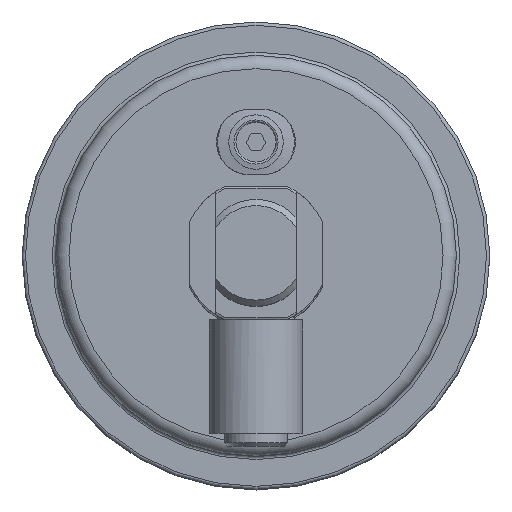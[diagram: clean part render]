
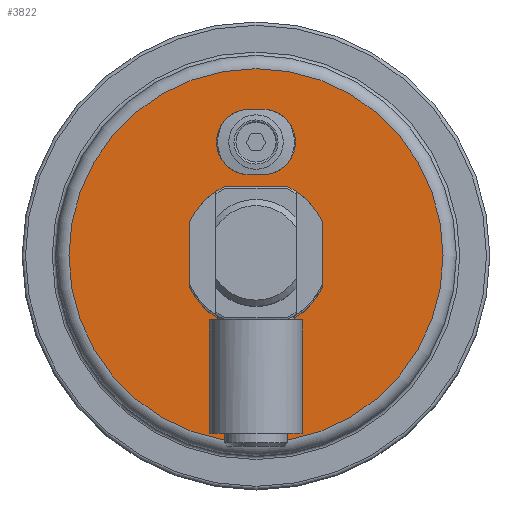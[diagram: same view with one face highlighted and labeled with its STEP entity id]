
A CAD part, top view. The second image highlights one B-rep face of the part: STEP entity #3822.
In plain terms, the highlighted planar face has unit normal (0, 0, 1).
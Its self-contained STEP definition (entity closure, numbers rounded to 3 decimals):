
#93=FACE_BOUND('',#764,.T.);
#94=FACE_BOUND('',#765,.T.);
#95=FACE_BOUND('',#766,.T.);
#154=PLANE('',#4168);
#272=CIRCLE('',#4071,10.7);
#275=CIRCLE('',#4075,10.7);
#276=CIRCLE('',#4077,10.7);
#286=CIRCLE('',#4117,10.7);
#307=CIRCLE('',#4169,28.);
#308=CIRCLE('',#4170,3.9);
#309=CIRCLE('',#4171,3.9);
#522=FACE_OUTER_BOUND('',#763,.T.);
#763=EDGE_LOOP('',(#2887));
#764=EDGE_LOOP('',(#2888));
#765=EDGE_LOOP('',(#2889));
#766=EDGE_LOOP('',(#2890,#2891,#2892,#2893,#2894,#2895,#2896,#2897));
#1023=LINE('',#7322,#1264);
#1088=LINE('',#7897,#1329);
#1089=LINE('',#7913,#1330);
#1090=LINE('',#7915,#1331);
#1264=VECTOR('',#4479,10.);
#1329=VECTOR('',#4792,10.);
#1330=VECTOR('',#4795,10.);
#1331=VECTOR('',#4798,10.);
#1537=VERTEX_POINT('',#7289);
#1540=VERTEX_POINT('',#7307);
#1607=VERTEX_POINT('',#7645);
#1610=VERTEX_POINT('',#7665);
#1612=VERTEX_POINT('',#7682);
#1613=VERTEX_POINT('',#7699);
#1615=VERTEX_POINT('',#7715);
#1624=VERTEX_POINT('',#7896);
#1653=VERTEX_POINT('',#8062);
#1654=VERTEX_POINT('',#8064);
#1655=VERTEX_POINT('',#8066);
#1890=EDGE_CURVE('',#1537,#1540,#1023,.T.);
#1992=EDGE_CURVE('',#1537,#1607,#272,.T.);
#1998=EDGE_CURVE('',#1612,#1610,#275,.T.);
#2000=EDGE_CURVE('',#1613,#1615,#276,.T.);
#2041=EDGE_CURVE('',#1615,#1624,#1088,.T.);
#2043=EDGE_CURVE('',#1612,#1607,#1089,.T.);
#2044=EDGE_CURVE('',#1610,#1613,#1090,.T.);
#2045=EDGE_CURVE('',#1624,#1540,#286,.T.);
#2095=EDGE_CURVE('',#1653,#1653,#307,.T.);
#2096=EDGE_CURVE('',#1654,#1654,#308,.T.);
#2097=EDGE_CURVE('',#1655,#1655,#309,.T.);
#2887=ORIENTED_EDGE('',*,*,#2095,.T.);
#2888=ORIENTED_EDGE('',*,*,#2096,.T.);
#2889=ORIENTED_EDGE('',*,*,#2097,.T.);
#2890=ORIENTED_EDGE('',*,*,#2000,.F.);
#2891=ORIENTED_EDGE('',*,*,#2044,.F.);
#2892=ORIENTED_EDGE('',*,*,#1998,.F.);
#2893=ORIENTED_EDGE('',*,*,#2043,.T.);
#2894=ORIENTED_EDGE('',*,*,#1992,.F.);
#2895=ORIENTED_EDGE('',*,*,#1890,.T.);
#2896=ORIENTED_EDGE('',*,*,#2045,.F.);
#2897=ORIENTED_EDGE('',*,*,#2041,.F.);
#3822=ADVANCED_FACE('',(#522,#93,#94,#95),#154,.T.);
#4071=AXIS2_PLACEMENT_3D('',#7646,#4685,#4686);
#4075=AXIS2_PLACEMENT_3D('',#7697,#4693,#4694);
#4077=AXIS2_PLACEMENT_3D('',#7716,#4697,#4698);
#4117=AXIS2_PLACEMENT_3D('',#7917,#4801,#4802);
#4168=AXIS2_PLACEMENT_3D('',#8061,#4930,#4931);
#4169=AXIS2_PLACEMENT_3D('',#8063,#4932,#4933);
#4170=AXIS2_PLACEMENT_3D('',#8065,#4934,#4935);
#4171=AXIS2_PLACEMENT_3D('',#8067,#4936,#4937);
#4479=DIRECTION('',(0.,-1.,0.));
#4685=DIRECTION('center_axis',(0.,0.,
1.));
#4686=DIRECTION('ref_axis',(1.,0.,0.));
#4693=DIRECTION('center_axis',(0.,0.,
1.));
#4694=DIRECTION('ref_axis',(1.,0.,0.));
#4697=DIRECTION('center_axis',(0.,0.,
1.));
#4698=DIRECTION('ref_axis',(1.,0.,0.));
#4792=DIRECTION('',(1.,0.,0.));
#4795=DIRECTION('',(1.,0.,0.));
#4798=DIRECTION('',(0.,-1.,0.));
#4801=DIRECTION('center_axis',(0.,0.,
1.));
#4802=DIRECTION('ref_axis',(1.,0.,0.));
#4930=DIRECTION('center_axis',(0.,0.,1.));
#4931=DIRECTION('ref_axis',(1.,0.,0.));
#4932=DIRECTION('center_axis',(0.,0.,1.));
#4933=DIRECTION('ref_axis',(1.,0.,0.));
#4934=DIRECTION('center_axis',(0.,0.,-1.));
#4935=DIRECTION('ref_axis',(0.,-1.,0.));
#4936=DIRECTION('center_axis',(0.,0.,-1.));
#4937=DIRECTION('ref_axis',(0.,-1.,0.));
#7289=CARTESIAN_POINT('',(9.7,4.517,232.));
#7307=CARTESIAN_POINT('',(9.7,-4.517,232.));
#7322=CARTESIAN_POINT('',(9.7,-10.,232.));
#7645=CARTESIAN_POINT('',(4.517,9.7,232.));
#7646=CARTESIAN_POINT('Origin',(0.,0.,
232.));
#7665=CARTESIAN_POINT('',(-9.7,4.517,232.));
#7682=CARTESIAN_POINT('',(-4.517,9.7,232.));
#7697=CARTESIAN_POINT('Origin',(0.,0.,
232.));
#7699=CARTESIAN_POINT('',(-9.7,-4.517,232.));
#7715=CARTESIAN_POINT('',(-4.517,-9.7,232.));
#7716=CARTESIAN_POINT('Origin',(0.,0.,
232.));
#7896=CARTESIAN_POINT('',(4.517,-9.7,232.));
#7897=CARTESIAN_POINT('',(10.,-9.7,232.));
#7913=CARTESIAN_POINT('',(10.,9.7,232.));
#7915=CARTESIAN_POINT('',(-9.7,-10.,232.));
#7917=CARTESIAN_POINT('Origin',(0.,0.,
232.));
#8061=CARTESIAN_POINT('Origin',(3.,0.,232.));
#8062=CARTESIAN_POINT('',(-28.,0.,232.));
#8063=CARTESIAN_POINT('Origin',(0.,0.,
232.));
#8064=CARTESIAN_POINT('',(0.,20.9,232.));
#8065=CARTESIAN_POINT('Origin',(0.,17.,232.));
#8066=CARTESIAN_POINT('',(0.,-13.1,232.));
#8067=CARTESIAN_POINT('Origin',(0.,-17.,232.));
